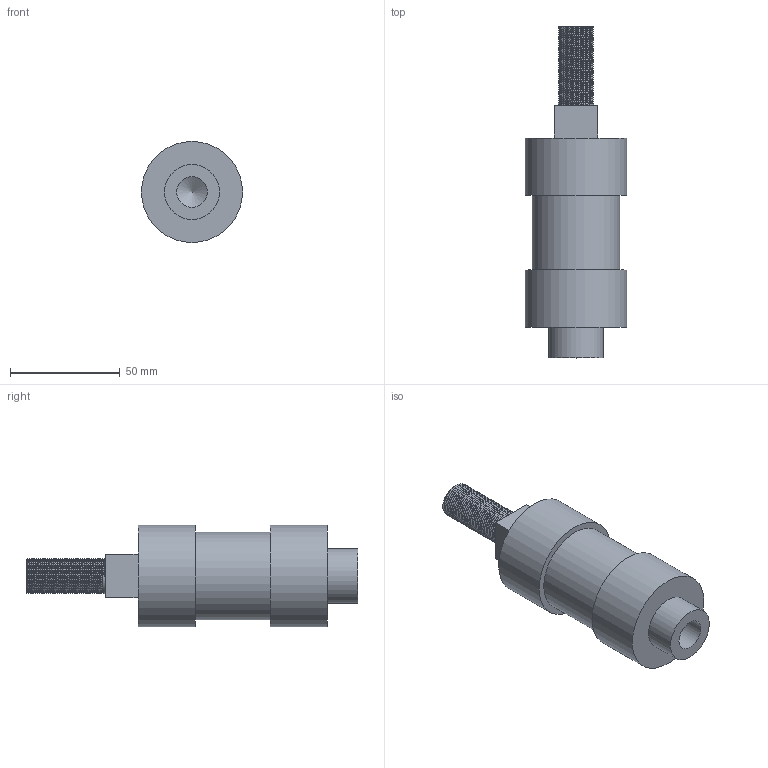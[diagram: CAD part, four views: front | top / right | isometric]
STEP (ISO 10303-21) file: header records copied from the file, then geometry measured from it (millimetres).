
FILE_DESCRIPTION (( 'STEP AP214' ), '1' );
FILE_NAME ('Location post.STEP', '2025-02-12T15:22:14', ( '' ), ( '' ), 'SwSTEP 2.0', 'SolidWorks 2025', '' );
FILE_SCHEMA (( 'AUTOMOTIVE_DESIGN' ));
Length unit declared in the file: millimetre
Products named in the file (1): Location post
Bounding box: 46 x 151 x 46 mm (x, y, z)
Volume: 145417.7 mm3; surface area: 21929 mm2
Topology: 1 solids, 1 shells, 57 faces, 149 edges, 99 vertices
Faces by surface type: cylinder 41, plane 12, bspline 3, cone 1
Full cylindrical faces by diameter (mm): 14 x1, 16 x35, 25 x1, 40 x1, 46 x2
Entity records: 6408 total; most frequent: CARTESIAN_POINT 5981, DIRECTION 80, ORIENTED_EDGE 70, EDGE_CURVE 35, EDGE_LOOP 34, AXIS2_PLACEMENT_3D 32, FACE_OUTER_BOUND 28, VERTEX_POINT 27
